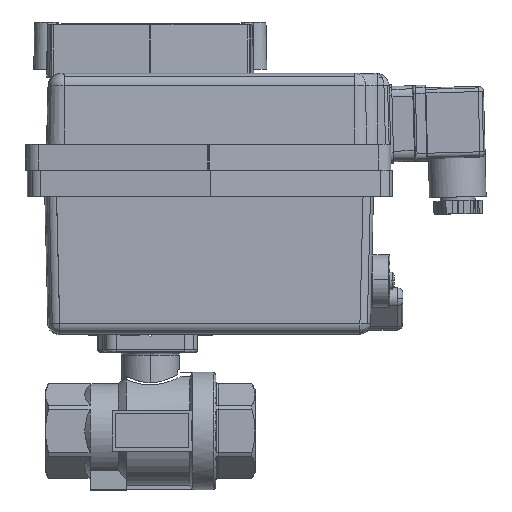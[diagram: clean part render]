
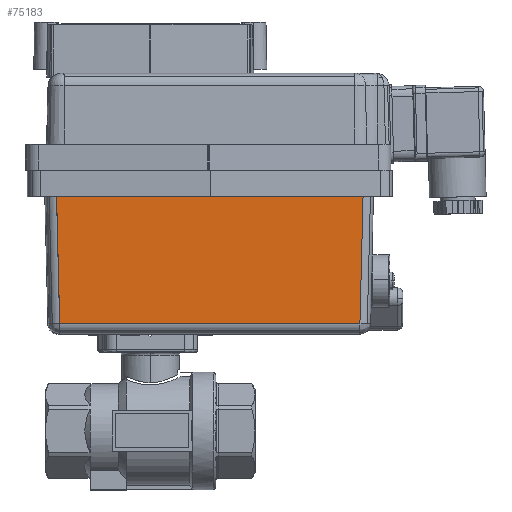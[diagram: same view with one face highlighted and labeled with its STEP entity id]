
A CAD part, top view. The second image highlights one B-rep face of the part: STEP entity #75183.
In plain terms, the highlighted planar face has unit normal (0.007, -0.024, 1).
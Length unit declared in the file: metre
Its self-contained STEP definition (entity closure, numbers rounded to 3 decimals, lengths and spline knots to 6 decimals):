
#794 = VERTEX_POINT ( 'NONE', #38730 ) ;
#1639 = CARTESIAN_POINT ( 'NONE',  ( 0.081245, 0.0895, 0.040032 ) ) ;
#2172 = VERTEX_POINT ( 'NONE', #1639 ) ;
#5172 = CARTESIAN_POINT ( 'NONE',  ( 0.080056, 0.040903, 0.038859 ) ) ;
#6225 = DIRECTION ( 'NONE',  ( 0.007, -0.024, 1. ) ) ;
#8998 = ORIENTED_EDGE ( 'NONE', *, *, #16130, .T. ) ;
#10912 = CARTESIAN_POINT ( 'NONE',  ( 0.081245, 0.0895, 0.040032 ) ) ;
#11213 = VECTOR ( 'NONE', #16585, 1. ) ;
#16130 = EDGE_CURVE ( 'NONE', #27613, #794, #62557, .T. ) ;
#16585 = DIRECTION ( 'NONE',  ( 1., 0., -0.007 ) ) ;
#18935 = LINE ( 'NONE', #5172, #73411 ) ;
#20739 = ORIENTED_EDGE ( 'NONE', *, *, #59625, .T. ) ;
#22979 = CARTESIAN_POINT ( 'NONE',  ( 0.080056, 0.040903, 0.038859 ) ) ;
#24188 = EDGE_CURVE ( 'NONE', #794, #81616, #50952, .T. ) ;
#27613 = VERTEX_POINT ( 'NONE', #30867 ) ;
#30867 = CARTESIAN_POINT ( 'NONE',  ( -0.035755, 0.0895, 0.040814 ) ) ;
#32784 = CARTESIAN_POINT ( 'NONE',  ( -0.039753, 0.0895, 0.040841 ) ) ;
#33075 = DIRECTION ( 'NONE',  ( 0.024, 0.999, 0.024 ) ) ;
#36384 = EDGE_CURVE ( 'NONE', #2172, #27613, #73681, .T. ) ;
#38730 = CARTESIAN_POINT ( 'NONE',  ( -0.034582, 0.040903, 0.039626 ) ) ;
#41781 = FACE_OUTER_BOUND ( 'NONE', #58605, .T. ) ;
#50952 = LINE ( 'NONE', #65128, #11213 ) ;
#55296 = VECTOR ( 'NONE', #66795, 1. ) ;
#58605 = EDGE_LOOP ( 'NONE', ( #68004, #8998, #76567, #20739 ) ) ;
#59625 = EDGE_CURVE ( 'NONE', #81616, #2172, #18935, .T. ) ;
#61177 = DIRECTION ( 'NONE',  ( 0., -1., -0.024 ) ) ;
#62557 = LINE ( 'NONE', #76328, #77497 ) ;
#65128 = CARTESIAN_POINT ( 'NONE',  ( -0.034582, 0.040903, 0.039626 ) ) ;
#66795 = DIRECTION ( 'NONE',  ( -1., 0., 0.007 ) ) ;
#68004 = ORIENTED_EDGE ( 'NONE', *, *, #36384, .T. ) ;
#69850 = DIRECTION ( 'NONE',  ( 0.024, -0.999, -0.024 ) ) ;
#70465 = AXIS2_PLACEMENT_3D ( 'NONE', #32784, #6225, #61177 ) ;
#73411 = VECTOR ( 'NONE', #33075, 1. ) ;
#73681 = LINE ( 'NONE', #10912, #55296 ) ;
#75183 = ADVANCED_FACE ( 'NONE', ( #41781 ), #88255, .T. ) ;
#76328 = CARTESIAN_POINT ( 'NONE',  ( -0.035755, 0.0895, 0.040814 ) ) ;
#76567 = ORIENTED_EDGE ( 'NONE', *, *, #24188, .T. ) ;
#77497 = VECTOR ( 'NONE', #69850, 1. ) ;
#81616 = VERTEX_POINT ( 'NONE', #22979 ) ;
#88255 = PLANE ( 'NONE',  #70465 ) ;
